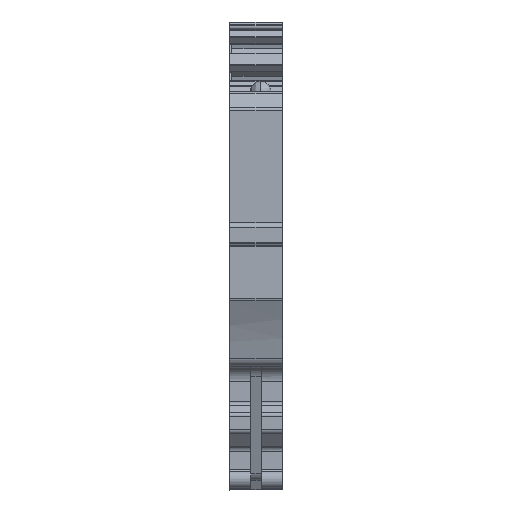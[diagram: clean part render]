
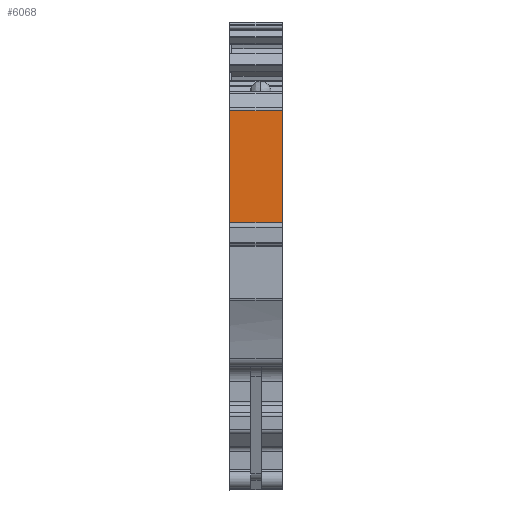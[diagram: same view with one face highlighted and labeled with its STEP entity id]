
A CAD part, front view. The second image highlights one B-rep face of the part: STEP entity #6068.
In plain terms, the highlighted planar face has unit normal (0, -1, 0).
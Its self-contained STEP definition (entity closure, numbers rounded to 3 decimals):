
#6032=AXIS2_PLACEMENT_3D('Plane Axis2P3D',#6029,#6030,#6031) ;
#1118=CARTESIAN_POINT('Vertex',(0.,39.15,25.7)) ;
#1121=CARTESIAN_POINT('Line Origine',(0.,39.15,31.096)) ;
#1125=CARTESIAN_POINT('Vertex',(0.,39.15,36.492)) ;
#6009=CARTESIAN_POINT('Line Origine',(0.45,39.15,25.7)) ;
#6013=CARTESIAN_POINT('Vertex',(0.9,39.15,25.7)) ;
#6029=CARTESIAN_POINT('Axis2P3D Location',(5.1,39.15,36.492)) ;
#6034=CARTESIAN_POINT('Line Origine',(0.9,39.15,24.758)) ;
#6038=CARTESIAN_POINT('Vertex',(0.9,39.15,23.816)) ;
#6041=CARTESIAN_POINT('Line Origine',(3.,39.15,23.816)) ;
#6045=CARTESIAN_POINT('Vertex',(5.1,39.15,23.816)) ;
#6048=CARTESIAN_POINT('Line Origine',(5.1,39.15,30.154)) ;
#6052=CARTESIAN_POINT('Vertex',(5.1,39.15,36.492)) ;
#6055=CARTESIAN_POINT('Line Origine',(2.55,39.15,36.492)) ;
#1122=DIRECTION('Vector Direction',(0.,0.,-1.)) ;
#6010=DIRECTION('Vector Direction',(1.,0.,0.)) ;
#6030=DIRECTION('Axis2P3D Direction',(0.,1.,0.)) ;
#6031=DIRECTION('Axis2P3D XDirection',(0.,-0.,1.)) ;
#6035=DIRECTION('Vector Direction',(0.,0.,1.)) ;
#6042=DIRECTION('Vector Direction',(-1.,0.,0.)) ;
#6049=DIRECTION('Vector Direction',(0.,0.,-1.)) ;
#6056=DIRECTION('Vector Direction',(1.,0.,0.)) ;
#1123=VECTOR('Line Direction',#1122,1.) ;
#6011=VECTOR('Line Direction',#6010,1.) ;
#6036=VECTOR('Line Direction',#6035,1.) ;
#6043=VECTOR('Line Direction',#6042,1.) ;
#6050=VECTOR('Line Direction',#6049,1.) ;
#6057=VECTOR('Line Direction',#6056,1.) ;
#6061=ORIENTED_EDGE('',*,*,#6040,.F.) ;
#6062=ORIENTED_EDGE('',*,*,#6047,.F.) ;
#6063=ORIENTED_EDGE('',*,*,#6054,.F.) ;
#6064=ORIENTED_EDGE('',*,*,#6059,.F.) ;
#6065=ORIENTED_EDGE('',*,*,#1127,.T.) ;
#6066=ORIENTED_EDGE('',*,*,#6015,.T.) ;
#6068=ADVANCED_FACE('MLD',(#6067),#6033,.F.) ;
#1127=EDGE_CURVE('',#1126,#1119,#1124,.T.) ;
#6015=EDGE_CURVE('',#1119,#6014,#6012,.T.) ;
#6040=EDGE_CURVE('',#6039,#6014,#6037,.T.) ;
#6047=EDGE_CURVE('',#6046,#6039,#6044,.T.) ;
#6054=EDGE_CURVE('',#6053,#6046,#6051,.T.) ;
#6059=EDGE_CURVE('',#1126,#6053,#6058,.T.) ;
#6060=EDGE_LOOP('',(#6061,#6062,#6063,#6064,#6065,#6066)) ;
#6067=FACE_OUTER_BOUND('',#6060,.T.) ;
#1124=LINE('Line',#1121,#1123) ;
#6012=LINE('Line',#6009,#6011) ;
#6037=LINE('Line',#6034,#6036) ;
#6044=LINE('Line',#6041,#6043) ;
#6051=LINE('Line',#6048,#6050) ;
#6058=LINE('Line',#6055,#6057) ;
#6033=PLANE('',#6032) ;
#1119=VERTEX_POINT('',#1118) ;
#1126=VERTEX_POINT('',#1125) ;
#6014=VERTEX_POINT('',#6013) ;
#6039=VERTEX_POINT('',#6038) ;
#6046=VERTEX_POINT('',#6045) ;
#6053=VERTEX_POINT('',#6052) ;
